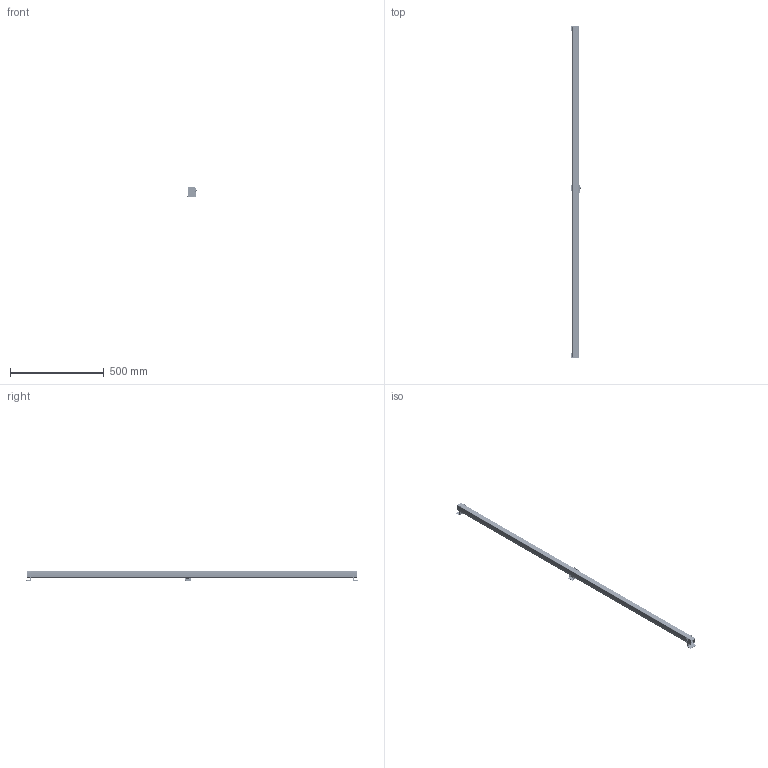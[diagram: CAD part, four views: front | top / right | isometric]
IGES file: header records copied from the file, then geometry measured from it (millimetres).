
Start section:  PTC IGES file: 139587.igs
Global section: file name: 139587.igs; native system: Creo Parametric by Parametric Technology Corporation; preprocessor: 2013230; author: pdmadmin; organization: Unknown; date: 20160225.150742; units: millimetre
Bounding box: 54.28 x 1769 x 53.98 mm (x, y, z)
Volume: 776622.5 mm3; surface area: 2642005.5 mm2
Topology: 27 solids, 35 shells, 8102 faces, 41526 edges, 51659 vertices
Faces by surface type: bspline 5302, revolution 2800
